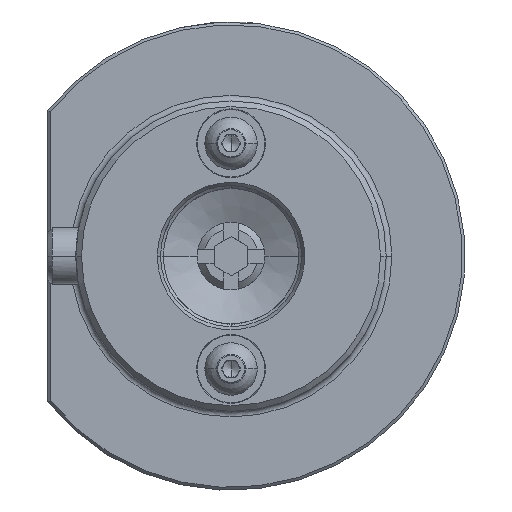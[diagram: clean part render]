
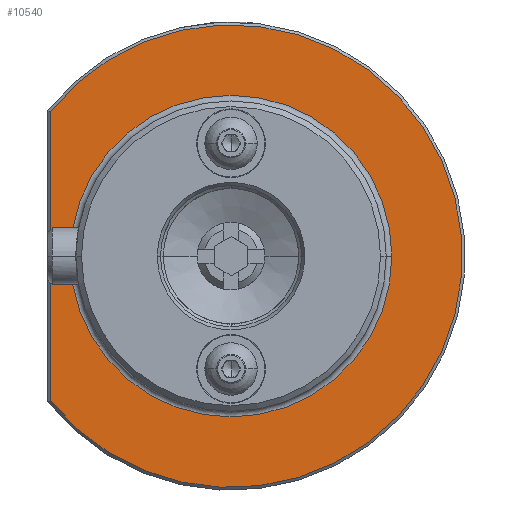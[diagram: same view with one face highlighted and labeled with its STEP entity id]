
A CAD part, left-side view. The second image highlights one B-rep face of the part: STEP entity #10540.
In plain terms, the highlighted planar face has unit normal (-1, 0, 0).
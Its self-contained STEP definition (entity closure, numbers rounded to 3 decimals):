
#2697=DIRECTION('',(0.,0.,-1.));
#2698=VECTOR('',#2697,51.264);
#2699=CARTESIAN_POINT('',(-22.,32.,25.632));
#2700=LINE('',#2699,#2698);
#2701=CARTESIAN_POINT('',(-22.,0.,0.));
#2702=DIRECTION('',(-1.,0.,0.));
#2703=DIRECTION('',(0.,1.,0.));
#2704=AXIS2_PLACEMENT_3D('',#2701,#2702,#2703);
#2706=CARTESIAN_POINT('',(-22.,0.,0.));
#2707=DIRECTION('',(-1.,0.,0.));
#2708=DIRECTION('',(0.,-1.,0.));
#2709=AXIS2_PLACEMENT_3D('',#2706,#2707,#2708);
#2711=CARTESIAN_POINT('',(-22.,32.,-25.632));
#2718=CARTESIAN_POINT('',(-22.,0.,0.));
#2719=DIRECTION('',(-1.,0.,0.));
#2720=DIRECTION('',(0.,0.78,-0.625));
#2721=AXIS2_PLACEMENT_3D('',#2718,#2719,#2720);
#2728=CARTESIAN_POINT('',(-22.,32.,25.632));
#7141=CARTESIAN_POINT('',(-22.,28.5,0.));
#7142=CARTESIAN_POINT('',(-22.,-28.5,0.));
#7143=VERTEX_POINT('',#7141);
#7144=VERTEX_POINT('',#7142);
#7243=VERTEX_POINT('',#2711);
#7247=VERTEX_POINT('',#2728);
#10524=CARTESIAN_POINT('',(-22.,0.,0.));
#10525=DIRECTION('',(1.,0.,0.));
#10526=DIRECTION('',(0.,-1.,0.));
#10527=AXIS2_PLACEMENT_3D('',#10524,#10525,#10526);
#10528=PLANE('',#10527);
#10530=ORIENTED_EDGE('',*,*,#10529,.F.);
#10532=ORIENTED_EDGE('',*,*,#10531,.F.);
#10533=EDGE_LOOP('',(#10530,#10532));
#10534=FACE_OUTER_BOUND('',#10533,.F.);
#10536=ORIENTED_EDGE('',*,*,#10535,.T.);
#10537=ORIENTED_EDGE('',*,*,#10514,.T.);
#10538=EDGE_LOOP('',(#10536,#10537));
#10539=FACE_BOUND('',#10538,.F.);
#10540=ADVANCED_FACE('',(#10534,#10539),#10528,.F.);
#2705=CIRCLE('',#2704,28.5);
#2710=CIRCLE('',#2709,28.5);
#2722=CIRCLE('',#2721,41.);
#10514=EDGE_CURVE('',#7144,#7143,#2710,.T.);
#10529=EDGE_CURVE('',#7247,#7243,#2700,.T.);
#10531=EDGE_CURVE('',#7243,#7247,#2722,.T.);
#10535=EDGE_CURVE('',#7143,#7144,#2705,.T.);
